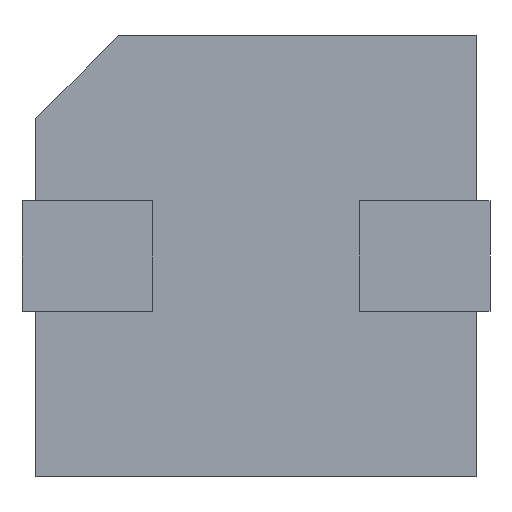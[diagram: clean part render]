
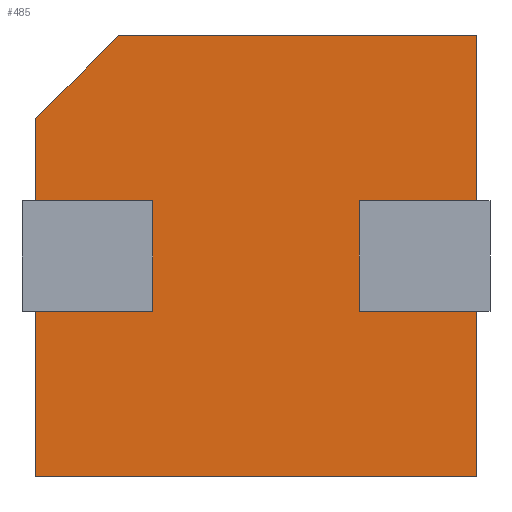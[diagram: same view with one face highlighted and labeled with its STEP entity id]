
A CAD part, front view. The second image highlights one B-rep face of the part: STEP entity #485.
In plain terms, the highlighted planar face has unit normal (0, -1, 0).
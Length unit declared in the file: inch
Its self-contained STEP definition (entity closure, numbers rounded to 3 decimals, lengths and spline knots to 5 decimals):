
#30 = VERTEX_POINT ( 'NONE', #2313 ) ;
#67 = ORIENTED_EDGE ( 'NONE', *, *, #787, .F. ) ;
#74 = ORIENTED_EDGE ( 'NONE', *, *, #1035, .F. ) ;
#130 = ORIENTED_EDGE ( 'NONE', *, *, #1512, .F. ) ;
#176 = LINE ( 'NONE', #1104, #1984 ) ;
#202 = VECTOR ( 'NONE', #617, 39.37008 ) ;
#204 = DIRECTION ( 'NONE',  ( 1., 0., 0. ) ) ;
#220 = LINE ( 'NONE', #2390, #1118 ) ;
#248 = DIRECTION ( 'NONE',  ( -1., 0., 0. ) ) ;
#305 = VERTEX_POINT ( 'NONE', #2254 ) ;
#315 = VECTOR ( 'NONE', #2291, 39.37008 ) ;
#335 = ORIENTED_EDGE ( 'NONE', *, *, #2445, .T. ) ;
#387 = LINE ( 'NONE', #2504, #2326 ) ;
#441 = ORIENTED_EDGE ( 'NONE', *, *, #453, .F. ) ;
#453 = EDGE_CURVE ( 'NONE', #1474, #1179, #961, .T. ) ;
#470 = LINE ( 'NONE', #545, #603 ) ;
#485 = ADVANCED_FACE ( 'NONE', ( #633 ), #1401, .F. ) ;
#520 = CARTESIAN_POINT ( 'NONE',  ( 0.09646, 0.0188, 0.00089 ) ) ;
#525 = LINE ( 'NONE', #2166, #686 ) ;
#545 = CARTESIAN_POINT ( 'NONE',  ( 0.00394, 0.0188, -0.07785 ) ) ;
#588 = LINE ( 'NONE', #1712, #1734 ) ;
#603 = VECTOR ( 'NONE', #1528, 39.37008 ) ;
#617 = DIRECTION ( 'NONE',  ( 0., 0., 1. ) ) ;
#627 = VERTEX_POINT ( 'NONE', #1617 ) ;
#628 = DIRECTION ( 'NONE',  ( -1., 0., 0. ) ) ;
#629 = CARTESIAN_POINT ( 'NONE',  ( 0.12992, 0.0188, 0.00089 ) ) ;
#633 = FACE_OUTER_BOUND ( 'NONE', #1100, .T. ) ;
#686 = VECTOR ( 'NONE', #1737, 39.37008 ) ;
#709 = ORIENTED_EDGE ( 'NONE', *, *, #1615, .F. ) ;
#769 = DIRECTION ( 'NONE',  ( 0., 0., -1. ) ) ;
#787 = EDGE_CURVE ( 'NONE', #1532, #2009, #525, .T. ) ;
#801 = CARTESIAN_POINT ( 'NONE',  ( 0.0374, 0.0188, -0.03061 ) ) ;
#844 = CARTESIAN_POINT ( 'NONE',  ( 0.00394, 0.0188, -0.03061 ) ) ;
#851 = EDGE_CURVE ( 'NONE', #627, #1701, #1382, .T. ) ;
#852 = ORIENTED_EDGE ( 'NONE', *, *, #851, .F. ) ;
#878 = VECTOR ( 'NONE', #2235, 39.37008 ) ;
#912 = ORIENTED_EDGE ( 'NONE', *, *, #979, .F. ) ;
#922 = VECTOR ( 'NONE', #2252, 39.37008 ) ;
#961 = LINE ( 'NONE', #1743, #315 ) ;
#979 = EDGE_CURVE ( 'NONE', #305, #1594, #588, .T. ) ;
#980 = CARTESIAN_POINT ( 'NONE',  ( 0.00394, 0.0188, -0.07785 ) ) ;
#982 = ORIENTED_EDGE ( 'NONE', *, *, #1517, .F. ) ;
#1007 = EDGE_CURVE ( 'NONE', #1483, #627, #176, .T. ) ;
#1035 = EDGE_CURVE ( 'NONE', #1594, #1612, #387, .T. ) ;
#1050 = VECTOR ( 'NONE', #1136, 39.37008 ) ;
#1097 = EDGE_CURVE ( 'NONE', #1179, #1393, #1771, .T. ) ;
#1100 = EDGE_LOOP ( 'NONE', ( #709, #335, #1194, #441, #982, #852, #1729, #1669, #67, #130, #74, #912, #1735 ) ) ;
#1104 = CARTESIAN_POINT ( 'NONE',  ( 0.12992, 0.0188, -0.03061 ) ) ;
#1118 = VECTOR ( 'NONE', #248, 39.37008 ) ;
#1136 = DIRECTION ( 'NONE',  ( 1., 0., 0. ) ) ;
#1179 = VERTEX_POINT ( 'NONE', #2440 ) ;
#1180 = CARTESIAN_POINT ( 'NONE',  ( 0.12992, 0.0188, 0.04813 ) ) ;
#1194 = ORIENTED_EDGE ( 'NONE', *, *, #1097, .F. ) ;
#1207 = DIRECTION ( 'NONE',  ( 0., 1., 0. ) ) ;
#1255 = LINE ( 'NONE', #2020, #2206 ) ;
#1382 = LINE ( 'NONE', #1417, #2037 ) ;
#1386 = CARTESIAN_POINT ( 'NONE',  ( 0.0374, 0.0188, 0.00089 ) ) ;
#1393 = VERTEX_POINT ( 'NONE', #1386 ) ;
#1401 = PLANE ( 'NONE',  #1731 ) ;
#1410 = EDGE_CURVE ( 'NONE', #1483, #2009, #220, .T. ) ;
#1417 = CARTESIAN_POINT ( 'NONE',  ( 0.12992, 0.0188, -0.07785 ) ) ;
#1453 = CARTESIAN_POINT ( 'NONE',  ( 0.02756, 0.0188, 0.04813 ) ) ;
#1474 = VERTEX_POINT ( 'NONE', #844 ) ;
#1483 = VERTEX_POINT ( 'NONE', #2221 ) ;
#1512 = EDGE_CURVE ( 'NONE', #1612, #1532, #1255, .T. ) ;
#1517 = EDGE_CURVE ( 'NONE', #1701, #1474, #470, .T. ) ;
#1528 = DIRECTION ( 'NONE',  ( 0., 0., 1. ) ) ;
#1532 = VERTEX_POINT ( 'NONE', #520 ) ;
#1594 = VERTEX_POINT ( 'NONE', #1180 ) ;
#1612 = VERTEX_POINT ( 'NONE', #629 ) ;
#1615 = EDGE_CURVE ( 'NONE', #1672, #30, #2004, .T. ) ;
#1617 = CARTESIAN_POINT ( 'NONE',  ( 0.12992, 0.0188, -0.07785 ) ) ;
#1669 = ORIENTED_EDGE ( 'NONE', *, *, #1410, .T. ) ;
#1672 = VERTEX_POINT ( 'NONE', #1919 ) ;
#1701 = VERTEX_POINT ( 'NONE', #980 ) ;
#1712 = CARTESIAN_POINT ( 'NONE',  ( 0.02756, 0.0188, 0.04813 ) ) ;
#1729 = ORIENTED_EDGE ( 'NONE', *, *, #1007, .F. ) ;
#1731 = AXIS2_PLACEMENT_3D ( 'NONE', #2208, #1207, #2008 ) ;
#1733 = DIRECTION ( 'NONE',  ( 0., 0., -1. ) ) ;
#1734 = VECTOR ( 'NONE', #204, 39.37008 ) ;
#1735 = ORIENTED_EDGE ( 'NONE', *, *, #1788, .T. ) ;
#1737 = DIRECTION ( 'NONE',  ( 0., 0., -1. ) ) ;
#1743 = CARTESIAN_POINT ( 'NONE',  ( 0.00394, 0.0188, -0.03061 ) ) ;
#1771 = LINE ( 'NONE', #801, #202 ) ;
#1788 = EDGE_CURVE ( 'NONE', #305, #30, #1824, .T. ) ;
#1824 = LINE ( 'NONE', #1453, #922 ) ;
#1919 = CARTESIAN_POINT ( 'NONE',  ( 0.00394, 0.0188, 0.00089 ) ) ;
#1984 = VECTOR ( 'NONE', #769, 39.37008 ) ;
#2004 = LINE ( 'NONE', #2219, #878 ) ;
#2008 = DIRECTION ( 'NONE',  ( -1., 0., 0. ) ) ;
#2009 = VERTEX_POINT ( 'NONE', #2310 ) ;
#2020 = CARTESIAN_POINT ( 'NONE',  ( 0.12992, 0.0188, 0.00089 ) ) ;
#2037 = VECTOR ( 'NONE', #628, 39.37008 ) ;
#2148 = CARTESIAN_POINT ( 'NONE',  ( 0.00394, 0.0188, 0.00089 ) ) ;
#2166 = CARTESIAN_POINT ( 'NONE',  ( 0.09646, 0.0188, 0.00089 ) ) ;
#2206 = VECTOR ( 'NONE', #2236, 39.37008 ) ;
#2208 = CARTESIAN_POINT ( 'NONE',  ( 0.06693, 0.0188, -0.01486 ) ) ;
#2219 = CARTESIAN_POINT ( 'NONE',  ( 0.00394, 0.0188, 0.00089 ) ) ;
#2221 = CARTESIAN_POINT ( 'NONE',  ( 0.12992, 0.0188, -0.03061 ) ) ;
#2235 = DIRECTION ( 'NONE',  ( 0., 0., 1. ) ) ;
#2236 = DIRECTION ( 'NONE',  ( -1., 0., 0. ) ) ;
#2252 = DIRECTION ( 'NONE',  ( -0.707, 0., -0.707 ) ) ;
#2254 = CARTESIAN_POINT ( 'NONE',  ( 0.02756, 0.0188, 0.04813 ) ) ;
#2291 = DIRECTION ( 'NONE',  ( 1., 0., 0. ) ) ;
#2310 = CARTESIAN_POINT ( 'NONE',  ( 0.09646, 0.0188, -0.03061 ) ) ;
#2313 = CARTESIAN_POINT ( 'NONE',  ( 0.00394, 0.0188, 0.02451 ) ) ;
#2326 = VECTOR ( 'NONE', #1733, 39.37008 ) ;
#2390 = CARTESIAN_POINT ( 'NONE',  ( 0.12992, 0.0188, -0.03061 ) ) ;
#2440 = CARTESIAN_POINT ( 'NONE',  ( 0.0374, 0.0188, -0.03061 ) ) ;
#2445 = EDGE_CURVE ( 'NONE', #1672, #1393, #2491, .T. ) ;
#2491 = LINE ( 'NONE', #2148, #1050 ) ;
#2504 = CARTESIAN_POINT ( 'NONE',  ( 0.12992, 0.0188, 0.04813 ) ) ;
